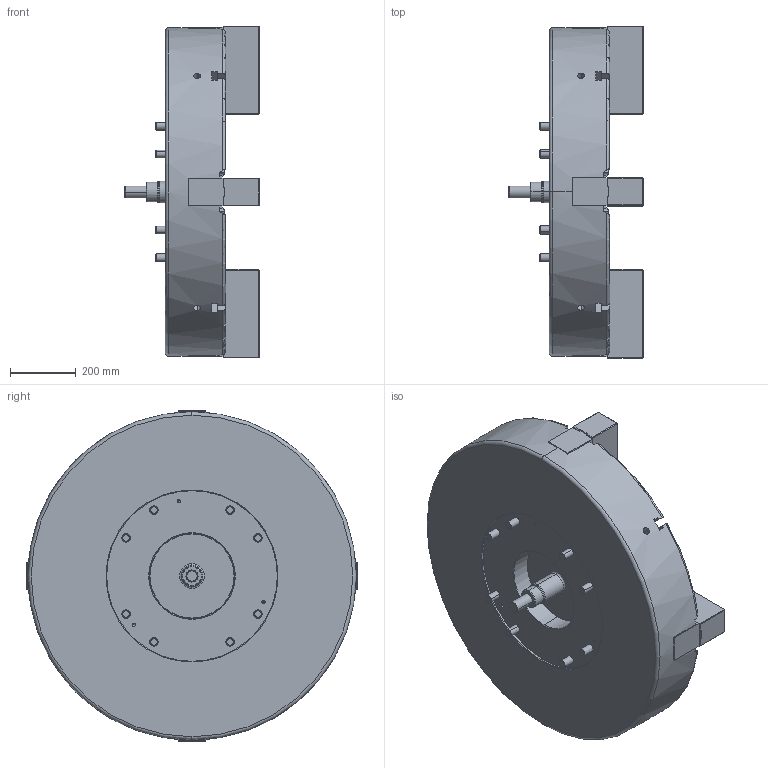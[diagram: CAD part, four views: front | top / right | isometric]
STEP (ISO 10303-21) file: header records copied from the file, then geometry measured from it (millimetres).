
FILE_DESCRIPTION (( 'STEP AP203' ), '1' );
FILE_NAME ('CF-4V-40.STEP', '2023-03-23T06:33:48', ( '' ), ( '' ), 'SwSTEP 2.0', 'SolidWorks 2020', '' );
FILE_SCHEMA (( 'CONFIG_CONTROL_DESIGN' ));
Length unit declared in the file: millimetre
Products named in the file (13): CF-4V-50-02010(使用3V-50壓環連接管); CF-3V-50-18000 ; CF-4V-50-03000; 圓頭內六角螺栓_M24x60; CF-3V-40-02000; 圓頭內六角螺栓_M16x35; CF-3V-50-11020; 圓頭內六角螺栓_M24x140; CF-3V-50-12010; CF-4V-40; CF-3V-50-19000; CF-4V-40-01000; CF-3V-50-25000_3V-50-25000
Assembly tree (46 placements, depth 2):
  CF-4V-40
    CF-4V-40-01000
    CF-4V-50-02010(使用3V-50壓環連接管)
    CF-4V-50-03000
    CF-3V-40-02000  x4
    CF-3V-50-11020  x4
    CF-3V-50-12010
    CF-3V-50-19000
    CF-3V-50-25000_3V-50-25000
    CF-3V-50-18000   x4
    圓頭內六角螺栓_M24x60  x12
    圓頭內六角螺栓_M16x35  x8
    圓頭內六角螺栓_M24x140  x8
Bounding box: 409 x 1011.6 x 1011.6 mm (x, y, z)
Volume: 141278899.6 mm3; surface area: 4807077.2 mm2
Topology: 46 solids, 46 shells, 1874 faces, 4578 edges, 2841 vertices
Faces by surface type: plane 1118, cylinder 438, cone 300, torus 18
Entity records: 23862 total; most frequent: CARTESIAN_POINT 4450, DIRECTION 3749, ORIENTED_EDGE 3426, EDGE_CURVE 1713, AXIS2_PLACEMENT_3D 1363, VERTEX_POINT 1100, VECTOR 1023, LINE 1023
